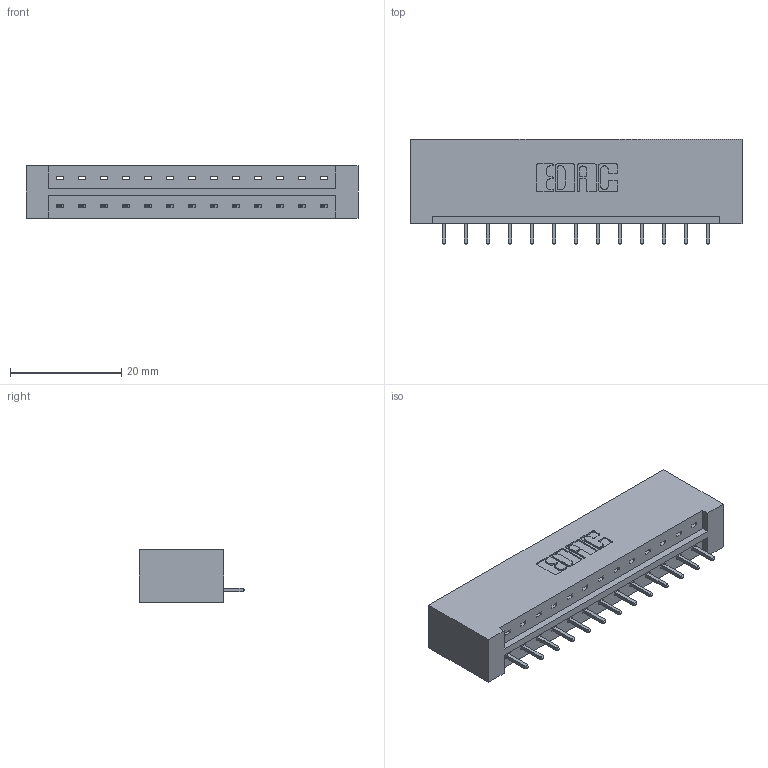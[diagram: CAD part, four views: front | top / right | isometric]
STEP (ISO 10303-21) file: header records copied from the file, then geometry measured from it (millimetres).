
FILE_DESCRIPTION (( 'STEP AP203' ), '1' );
FILE_NAME ('833-013-521-101.STEP', '2020-05-30T23:36:22', ( '' ), ( '' ), 'SwSTEP 2.0', 'SolidWorks 2020', '' );
FILE_SCHEMA (( 'CONFIG_CONTROL_DESIGN' ));
Length unit declared in the file: inch
Products named in the file (3): 345-292-001_345-293-121; 833-013-521-101; 833 Part_Lugless
Assembly tree (14 placements, depth 2):
  833-013-521-101
    833 Part_Lugless
    345-292-001_345-293-121  x13
Bounding box: 59.77 x 19.06 x 9.4 mm (x, y, z)
Volume: 6340.5 mm3; surface area: 6473.6 mm2
Topology: 14 solids, 14 shells, 860 faces, 2575 edges, 1698 vertices
Faces by surface type: plane 612, cylinder 248
Entity records: 11439 total; most frequent: CARTESIAN_POINT 1985, ORIENTED_EDGE 1934, DIRECTION 1725, EDGE_CURVE 967, LINE 847, VECTOR 847, VERTEX_POINT 642, AXIS2_PLACEMENT_3D 439
